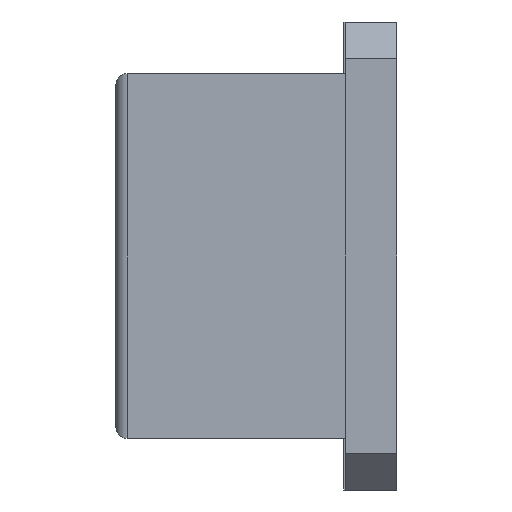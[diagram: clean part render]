
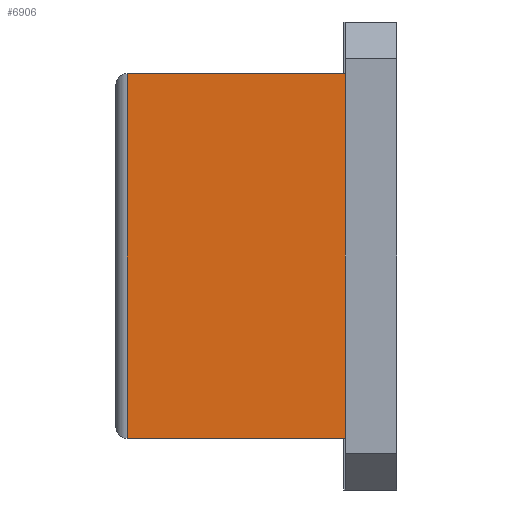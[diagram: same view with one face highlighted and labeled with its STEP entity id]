
A CAD part, left-side view. The second image highlights one B-rep face of the part: STEP entity #6906.
In plain terms, the highlighted planar face has unit normal (-1, 0, 0).
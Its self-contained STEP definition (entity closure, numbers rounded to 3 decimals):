
#302 = VECTOR ( 'NONE', #8403, 1000. ) ;
#558 = ORIENTED_EDGE ( 'NONE', *, *, #4517, .F. ) ;
#671 = DIRECTION ( 'NONE',  ( 0., 0., -1. ) ) ;
#741 = DIRECTION ( 'NONE',  ( 0., 0., -1. ) ) ;
#1000 = VERTEX_POINT ( 'NONE', #1860 ) ;
#1124 = CARTESIAN_POINT ( 'NONE',  ( -3.835, 3.81, -2.475 ) ) ;
#1191 = AXIS2_PLACEMENT_3D ( 'NONE', #6569, #4036, #741 ) ;
#1559 = EDGE_CURVE ( 'NONE', #1000, #1894, #8550, .T. ) ;
#1730 = ORIENTED_EDGE ( 'NONE', *, *, #1766, .T. ) ;
#1766 = EDGE_CURVE ( 'NONE', #6971, #4053, #6347, .T. ) ;
#1860 = CARTESIAN_POINT ( 'NONE',  ( -3.835, 0.7, -2.475 ) ) ;
#1894 = VERTEX_POINT ( 'NONE', #10186 ) ;
#2215 = CARTESIAN_POINT ( 'NONE',  ( -3.835, 3.66, -2.475 ) ) ;
#2708 = VECTOR ( 'NONE', #4812, 1000. ) ;
#3369 = LINE ( 'NONE', #6735, #302 ) ;
#3381 = CARTESIAN_POINT ( 'NONE',  ( -3.835, 3.66, -2.475 ) ) ;
#4036 = DIRECTION ( 'NONE',  ( 1., 0., 0. ) ) ;
#4053 = VERTEX_POINT ( 'NONE', #3381 ) ;
#4517 = EDGE_CURVE ( 'NONE', #6971, #1894, #3369, .T. ) ;
#4812 = DIRECTION ( 'NONE',  ( 0., 0., 1. ) ) ;
#6347 = LINE ( 'NONE', #2215, #10476 ) ;
#6535 = ORIENTED_EDGE ( 'NONE', *, *, #9980, .T. ) ;
#6569 = CARTESIAN_POINT ( 'NONE',  ( -3.835, 3.81, -2.475 ) ) ;
#6634 = CARTESIAN_POINT ( 'NONE',  ( -3.835, 3.66, 2.475 ) ) ;
#6735 = CARTESIAN_POINT ( 'NONE',  ( -3.835, 3.81, 2.475 ) ) ;
#6906 = ADVANCED_FACE ( 'NONE', ( #9108 ), #9158, .F. ) ;
#6971 = VERTEX_POINT ( 'NONE', #6634 ) ;
#7032 = DIRECTION ( 'NONE',  ( 0., -1., 0. ) ) ;
#7473 = ORIENTED_EDGE ( 'NONE', *, *, #1559, .T. ) ;
#7668 = CARTESIAN_POINT ( 'NONE',  ( -3.835, 0.7, -2.475 ) ) ;
#8403 = DIRECTION ( 'NONE',  ( 0., -1., 0. ) ) ;
#8550 = LINE ( 'NONE', #7668, #2708 ) ;
#8679 = LINE ( 'NONE', #1124, #9764 ) ;
#9108 = FACE_OUTER_BOUND ( 'NONE', #10549, .T. ) ;
#9158 = PLANE ( 'NONE',  #1191 ) ;
#9764 = VECTOR ( 'NONE', #7032, 1000. ) ;
#9980 = EDGE_CURVE ( 'NONE', #4053, #1000, #8679, .T. ) ;
#10186 = CARTESIAN_POINT ( 'NONE',  ( -3.835, 0.7, 2.475 ) ) ;
#10476 = VECTOR ( 'NONE', #671, 1000. ) ;
#10549 = EDGE_LOOP ( 'NONE', ( #558, #1730, #6535, #7473 ) ) ;
